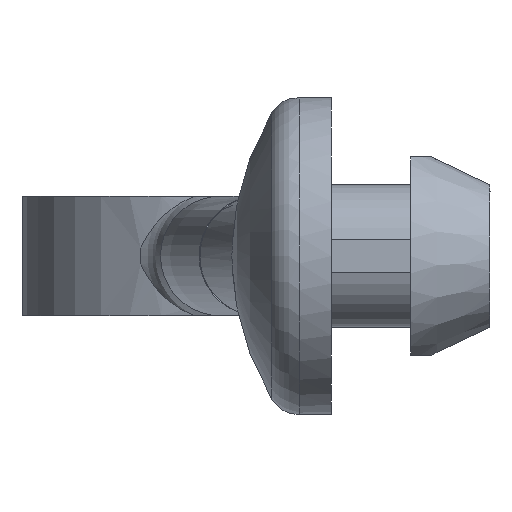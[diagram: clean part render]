
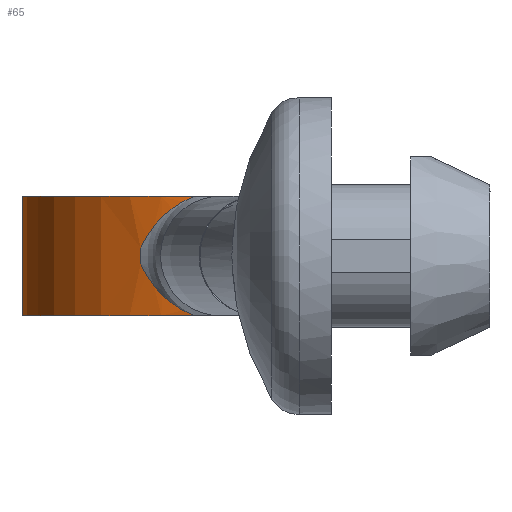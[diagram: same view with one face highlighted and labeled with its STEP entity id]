
A CAD part, left-side view. The second image highlights one B-rep face of the part: STEP entity #65.
In plain terms, the highlighted cylindrical face has radius 5 mm (diameter 10 mm), a partial arc.
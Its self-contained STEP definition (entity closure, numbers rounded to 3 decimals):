
#65 = ADVANCED_FACE( '', ( #143 ), #144, .T. );
#143 = FACE_OUTER_BOUND( '', #235, .T. );
#144 = CYLINDRICAL_SURFACE( '', #236, 5. );
#235 = EDGE_LOOP( '', ( #356, #357, #358, #359, #360, #361, #362 ) );
#236 = AXIS2_PLACEMENT_3D( '', #363, #364, #365 );
#356 = ORIENTED_EDGE( '', *, *, #516, .T. );
#357 = ORIENTED_EDGE( '', *, *, #515, .T. );
#358 = ORIENTED_EDGE( '', *, *, #493, .T. );
#359 = ORIENTED_EDGE( '', *, *, #527, .T. );
#360 = ORIENTED_EDGE( '', *, *, #524, .T. );
#361 = ORIENTED_EDGE( '', *, *, #528, .T. );
#362 = ORIENTED_EDGE( '', *, *, #520, .F. );
#363 = CARTESIAN_POINT( '', ( 181., 2.8, 1.5 ) );
#364 = DIRECTION( '', ( 0., 0., 1. ) );
#365 = DIRECTION( '', ( -1., 0., 0. ) );
#493 = EDGE_CURVE( '', #569, #566, #570, .T. );
#515 = EDGE_CURVE( '', #606, #569, #607, .T. );
#516 = EDGE_CURVE( '', #608, #606, #609, .T. );
#520 = EDGE_CURVE( '', #608, #614, #615, .T. );
#524 = EDGE_CURVE( '', #620, #621, #622, .F. );
#527 = EDGE_CURVE( '', #566, #620, #625, .T. );
#528 = EDGE_CURVE( '', #621, #614, #626, .F. );
#566 = VERTEX_POINT( '', #674 );
#569 = VERTEX_POINT( '', #680 );
#570 = CIRCLE( '', #681, 5. );
#606 = VERTEX_POINT( '', #770 );
#607 = B_SPLINE_CURVE_WITH_KNOTS( '', 3, ( #771, #772, #773, #774, #775, #776, #777, #778, #779, #780, #781, #782 ), .UNSPECIFIED., .F., .F., ( 4, 2, 2, 2, 2, 4 ), ( 0., 0., 0.001, 0.001, 0.002, 0.002 ), .UNSPECIFIED. );
#608 = VERTEX_POINT( '', #783 );
#609 = B_SPLINE_CURVE_WITH_KNOTS( '', 3, ( #784, #785, #786, #787, #788, #789, #790, #791, #792, #793 ), .UNSPECIFIED., .F., .F., ( 4, 2, 2, 2, 4 ), ( 0., 0.001, 0.001, 0.002, 0.002 ), .UNSPECIFIED. );
#614 = VERTEX_POINT( '', #801 );
#615 = CIRCLE( '', #802, 5. );
#620 = VERTEX_POINT( '', #810 );
#621 = VERTEX_POINT( '', #811 );
#622 = LINE( '', #812, #813 );
#625 = B_SPLINE_CURVE_WITH_KNOTS( '', 3, ( #821, #822, #823, #824, #825, #826, #827, #828 ), .UNSPECIFIED., .F., .F., ( 4, 2, 2, 4 ), ( 0., 0., 0.001, 0.002 ), .UNSPECIFIED. );
#626 = B_SPLINE_CURVE_WITH_KNOTS( '', 3, ( #829, #830, #831, #832, #833, #834, #835, #836 ), .UNSPECIFIED., .F., .F., ( 4, 2, 2, 4 ), ( 0.001, 0.001, 0.002, 0.003 ), .UNSPECIFIED. );
#674 = CARTESIAN_POINT( '', ( 176.041, 3.442, -1.5 ) );
#680 = CARTESIAN_POINT( '', ( 176.041, 2.158, -1.5 ) );
#681 = AXIS2_PLACEMENT_3D( '', #956, #957, #958 );
#770 = CARTESIAN_POINT( '', ( 176.455, 0.717, 0. ) );
#771 = CARTESIAN_POINT( '', ( 176.455, 0.717, 0. ) );
#772 = CARTESIAN_POINT( '', ( 176.44, 0.748, -0.084 ) );
#773 = CARTESIAN_POINT( '', ( 176.425, 0.783, -0.168 ) );
#774 = CARTESIAN_POINT( '', ( 176.391, 0.861, -0.329 ) );
#775 = CARTESIAN_POINT( '', ( 176.374, 0.903, -0.407 ) );
#776 = CARTESIAN_POINT( '', ( 176.319, 1.04, -0.635 ) );
#777 = CARTESIAN_POINT( '', ( 176.279, 1.148, -0.779 ) );
#778 = CARTESIAN_POINT( '', ( 176.201, 1.391, -1.04 ) );
#779 = CARTESIAN_POINT( '', ( 176.163, 1.525, -1.156 ) );
#780 = CARTESIAN_POINT( '', ( 176.094, 1.823, -1.357 ) );
#781 = CARTESIAN_POINT( '', ( 176.064, 1.985, -1.44 ) );
#782 = CARTESIAN_POINT( '', ( 176.041, 2.158, -1.5 ) );
#783 = CARTESIAN_POINT( '', ( 176.041, 2.158, 1.5 ) );
#784 = CARTESIAN_POINT( '', ( 176.041, 2.158, 1.5 ) );
#785 = CARTESIAN_POINT( '', ( 176.064, 1.986, 1.44 ) );
#786 = CARTESIAN_POINT( '', ( 176.093, 1.827, 1.359 ) );
#787 = CARTESIAN_POINT( '', ( 176.162, 1.53, 1.16 ) );
#788 = CARTESIAN_POINT( '', ( 176.2, 1.393, 1.042 ) );
#789 = CARTESIAN_POINT( '', ( 176.278, 1.151, 0.783 ) );
#790 = CARTESIAN_POINT( '', ( 176.318, 1.043, 0.639 ) );
#791 = CARTESIAN_POINT( '', ( 176.392, 0.858, 0.333 ) );
#792 = CARTESIAN_POINT( '', ( 176.426, 0.779, 0.168 ) );
#793 = CARTESIAN_POINT( '', ( 176.455, 0.717, 0. ) );
#801 = CARTESIAN_POINT( '', ( 176.041, 3.442, 1.5 ) );
#802 = AXIS2_PLACEMENT_3D( '', #983, #984, #985 );
#810 = CARTESIAN_POINT( '', ( 176.417, 4.8, -0.201 ) );
#811 = CARTESIAN_POINT( '', ( 176.417, 4.8, 0.201 ) );
#812 = CARTESIAN_POINT( '', ( 176.417, 4.8, 1.5 ) );
#813 = VECTOR( '', #989, 1000. );
#821 = CARTESIAN_POINT( '', ( 176.041, 3.442, -1.5 ) );
#822 = CARTESIAN_POINT( '', ( 176.061, 3.597, -1.446 ) );
#823 = CARTESIAN_POINT( '', ( 176.087, 3.741, -1.375 ) );
#824 = CARTESIAN_POINT( '', ( 176.147, 4.012, -1.203 ) );
#825 = CARTESIAN_POINT( '', ( 176.181, 4.139, -1.101 ) );
#826 = CARTESIAN_POINT( '', ( 176.285, 4.481, -0.765 ) );
#827 = CARTESIAN_POINT( '', ( 176.358, 4.665, -0.496 ) );
#828 = CARTESIAN_POINT( '', ( 176.417, 4.8, -0.201 ) );
#829 = CARTESIAN_POINT( '', ( 176.041, 3.442, 1.5 ) );
#830 = CARTESIAN_POINT( '', ( 176.061, 3.597, 1.446 ) );
#831 = CARTESIAN_POINT( '', ( 176.087, 3.741, 1.375 ) );
#832 = CARTESIAN_POINT( '', ( 176.147, 4.012, 1.203 ) );
#833 = CARTESIAN_POINT( '', ( 176.181, 4.139, 1.101 ) );
#834 = CARTESIAN_POINT( '', ( 176.285, 4.481, 0.765 ) );
#835 = CARTESIAN_POINT( '', ( 176.358, 4.665, 0.496 ) );
#836 = CARTESIAN_POINT( '', ( 176.417, 4.8, 0.201 ) );
#956 = CARTESIAN_POINT( '', ( 181., 2.8, -1.5 ) );
#957 = DIRECTION( '', ( 0., 0., 1. ) );
#958 = DIRECTION( '', ( 1., 0., 0. ) );
#983 = CARTESIAN_POINT( '', ( 181., 2.8, 1.5 ) );
#984 = DIRECTION( '', ( 0., 0., 1. ) );
#985 = DIRECTION( '', ( 1., 0., 0. ) );
#989 = DIRECTION( '', ( 0., 0., -1. ) );
